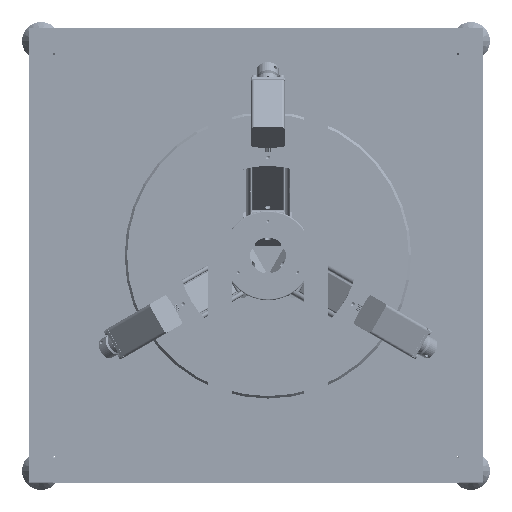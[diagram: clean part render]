
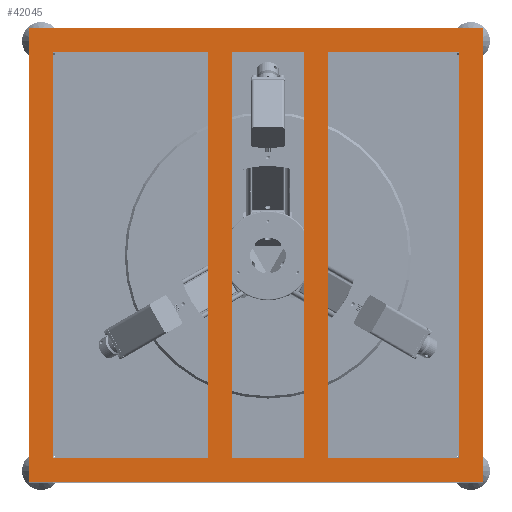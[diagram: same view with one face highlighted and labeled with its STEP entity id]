
A CAD part, top view. The second image highlights one B-rep face of the part: STEP entity #42045.
In plain terms, the highlighted planar face has unit normal (0, 0, 1).
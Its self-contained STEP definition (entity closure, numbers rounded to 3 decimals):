
#58 = VECTOR ( 'NONE', #20332, 1000. ) ;
#607 = CARTESIAN_POINT ( 'NONE',  ( -190., -190., 320. ) ) ;
#942 = VECTOR ( 'NONE', #28731, 1000. ) ;
#1134 = CARTESIAN_POINT ( 'NONE',  ( -40., 170., 320. ) ) ;
#1199 = VERTEX_POINT ( 'NONE', #14493 ) ;
#1520 = EDGE_LOOP ( 'NONE', ( #32871, #25434, #11575, #18879 ) ) ;
#1659 = CARTESIAN_POINT ( 'NONE',  ( -170., -170., 320. ) ) ;
#1851 = VECTOR ( 'NONE', #48980, 1000. ) ;
#1912 = VECTOR ( 'NONE', #47803, 1000. ) ;
#3329 = CARTESIAN_POINT ( 'NONE',  ( -40., 170., 320. ) ) ;
#4535 = CARTESIAN_POINT ( 'NONE',  ( 190., 190., 320. ) ) ;
#4656 = VERTEX_POINT ( 'NONE', #12572 ) ;
#4957 = CARTESIAN_POINT ( 'NONE',  ( 60., 170., 320. ) ) ;
#5192 = CARTESIAN_POINT ( 'NONE',  ( -190., 190., 320. ) ) ;
#5377 = VECTOR ( 'NONE', #19912, 1000. ) ;
#5686 = VERTEX_POINT ( 'NONE', #31955 ) ;
#5703 = CARTESIAN_POINT ( 'NONE',  ( 170., 170., 320. ) ) ;
#6234 = ORIENTED_EDGE ( 'NONE', *, *, #16448, .F. ) ;
#7036 = ORIENTED_EDGE ( 'NONE', *, *, #26934, .T. ) ;
#7560 = VECTOR ( 'NONE', #19731, 1000. ) ;
#7940 = DIRECTION ( 'NONE',  ( 1., 0., 0. ) ) ;
#7982 = VERTEX_POINT ( 'NONE', #3329 ) ;
#7998 = CARTESIAN_POINT ( 'NONE',  ( 60., 170., 320. ) ) ;
#8043 = CARTESIAN_POINT ( 'NONE',  ( -170., -170., 320. ) ) ;
#8681 = VERTEX_POINT ( 'NONE', #15934 ) ;
#8809 = DIRECTION ( 'NONE',  ( -1., 0., 0. ) ) ;
#9660 = EDGE_CURVE ( 'NONE', #1199, #27191, #43566, .T. ) ;
#9933 = LINE ( 'NONE', #40671, #50999 ) ;
#10100 = DIRECTION ( 'NONE',  ( 1., 0., 0. ) ) ;
#10182 = LINE ( 'NONE', #50429, #30752 ) ;
#10503 = VECTOR ( 'NONE', #50055, 1000. ) ;
#10569 = CARTESIAN_POINT ( 'NONE',  ( -190., 190., 320. ) ) ;
#11047 = CARTESIAN_POINT ( 'NONE',  ( -20., 170., 320. ) ) ;
#11509 = EDGE_LOOP ( 'NONE', ( #46706, #39469, #17169, #27884 ) ) ;
#11575 = ORIENTED_EDGE ( 'NONE', *, *, #49636, .T. ) ;
#11836 = CARTESIAN_POINT ( 'NONE',  ( 170., -170., 320. ) ) ;
#12026 = EDGE_CURVE ( 'NONE', #22826, #45704, #19342, .T. ) ;
#12510 = DIRECTION ( 'NONE',  ( 0., -1., 0. ) ) ;
#12572 = CARTESIAN_POINT ( 'NONE',  ( 170., 170., 320. ) ) ;
#12686 = CARTESIAN_POINT ( 'NONE',  ( -190., 190., 320. ) ) ;
#12966 = LINE ( 'NONE', #47591, #48953 ) ;
#13315 = EDGE_CURVE ( 'NONE', #4656, #27191, #9933, .T. ) ;
#13777 = VERTEX_POINT ( 'NONE', #11836 ) ;
#13799 = LINE ( 'NONE', #27906, #7560 ) ;
#13832 = ORIENTED_EDGE ( 'NONE', *, *, #13315, .F. ) ;
#14493 = CARTESIAN_POINT ( 'NONE',  ( 60., -170., 320. ) ) ;
#14539 = DIRECTION ( 'NONE',  ( 0., -1., 0. ) ) ;
#14650 = CARTESIAN_POINT ( 'NONE',  ( 40., 170., 320. ) ) ;
#14729 = LINE ( 'NONE', #8043, #5377 ) ;
#15115 = AXIS2_PLACEMENT_3D ( 'NONE', #21592, #22284, #10100 ) ;
#15904 = EDGE_CURVE ( 'NONE', #7982, #20295, #21474, .T. ) ;
#15934 = CARTESIAN_POINT ( 'NONE',  ( -20., 170., 320. ) ) ;
#16448 = EDGE_CURVE ( 'NONE', #32117, #8681, #10182, .T. ) ;
#16711 = VECTOR ( 'NONE', #39096, 1000. ) ;
#17169 = ORIENTED_EDGE ( 'NONE', *, *, #41200, .F. ) ;
#17291 = VECTOR ( 'NONE', #14539, 1000. ) ;
#18879 = ORIENTED_EDGE ( 'NONE', *, *, #47064, .T. ) ;
#19342 = LINE ( 'NONE', #40325, #58 ) ;
#19532 = VERTEX_POINT ( 'NONE', #44679 ) ;
#19731 = DIRECTION ( 'NONE',  ( -1., 0., 0. ) ) ;
#19904 = ORIENTED_EDGE ( 'NONE', *, *, #28739, .F. ) ;
#19912 = DIRECTION ( 'NONE',  ( 1., 0., 0. ) ) ;
#19993 = CARTESIAN_POINT ( 'NONE',  ( 40., -170., 320. ) ) ;
#20295 = VERTEX_POINT ( 'NONE', #41999 ) ;
#20332 = DIRECTION ( 'NONE',  ( 1., 0., 0. ) ) ;
#20516 = LINE ( 'NONE', #1659, #34214 ) ;
#21322 = CARTESIAN_POINT ( 'NONE',  ( -170., -170., 320. ) ) ;
#21349 = LINE ( 'NONE', #28884, #45594 ) ;
#21474 = LINE ( 'NONE', #1134, #31462 ) ;
#21549 = EDGE_CURVE ( 'NONE', #28909, #19532, #12966, .T. ) ;
#21592 = CARTESIAN_POINT ( 'NONE',  ( 0., 0., 320. ) ) ;
#22284 = DIRECTION ( 'NONE',  ( 0., 0., 1. ) ) ;
#22826 = VERTEX_POINT ( 'NONE', #40948 ) ;
#23654 = FACE_BOUND ( 'NONE', #29775, .T. ) ;
#24610 = CARTESIAN_POINT ( 'NONE',  ( -170., 170., 320. ) ) ;
#25434 = ORIENTED_EDGE ( 'NONE', *, *, #21549, .T. ) ;
#25440 = LINE ( 'NONE', #11047, #16711 ) ;
#25462 = VERTEX_POINT ( 'NONE', #24610 ) ;
#26934 = EDGE_CURVE ( 'NONE', #22826, #8681, #25440, .T. ) ;
#27191 = VERTEX_POINT ( 'NONE', #4957 ) ;
#27399 = FACE_BOUND ( 'NONE', #11509, .T. ) ;
#27811 = VERTEX_POINT ( 'NONE', #5192 ) ;
#27884 = ORIENTED_EDGE ( 'NONE', *, *, #15904, .T. ) ;
#27906 = CARTESIAN_POINT ( 'NONE',  ( -170., 170., 320. ) ) ;
#27994 = FACE_OUTER_BOUND ( 'NONE', #1520, .T. ) ;
#28292 = VERTEX_POINT ( 'NONE', #21322 ) ;
#28731 = DIRECTION ( 'NONE',  ( 0., 1., 0. ) ) ;
#28739 = EDGE_CURVE ( 'NONE', #1199, #13777, #14729, .T. ) ;
#28884 = CARTESIAN_POINT ( 'NONE',  ( 40., 170., 320. ) ) ;
#28909 = VERTEX_POINT ( 'NONE', #607 ) ;
#29775 = EDGE_LOOP ( 'NONE', ( #46923, #7036, #6234, #39152 ) ) ;
#29852 = LINE ( 'NONE', #12686, #43492 ) ;
#30752 = VECTOR ( 'NONE', #34810, 1000. ) ;
#31083 = LINE ( 'NONE', #10569, #10503 ) ;
#31462 = VECTOR ( 'NONE', #37105, 1000. ) ;
#31767 = FACE_BOUND ( 'NONE', #50148, .T. ) ;
#31955 = CARTESIAN_POINT ( 'NONE',  ( 190., 190., 320. ) ) ;
#32117 = VERTEX_POINT ( 'NONE', #14650 ) ;
#32402 = EDGE_CURVE ( 'NONE', #32117, #45704, #21349, .T. ) ;
#32871 = ORIENTED_EDGE ( 'NONE', *, *, #42414, .T. ) ;
#34116 = LINE ( 'NONE', #38360, #17291 ) ;
#34214 = VECTOR ( 'NONE', #49969, 1000. ) ;
#34373 = ORIENTED_EDGE ( 'NONE', *, *, #9660, .T. ) ;
#34624 = ORIENTED_EDGE ( 'NONE', *, *, #34819, .F. ) ;
#34810 = DIRECTION ( 'NONE',  ( -1., 0., 0. ) ) ;
#34819 = EDGE_CURVE ( 'NONE', #13777, #4656, #44750, .T. ) ;
#35401 = EDGE_CURVE ( 'NONE', #28292, #20295, #20516, .T. ) ;
#37105 = DIRECTION ( 'NONE',  ( 0., -1., 0. ) ) ;
#38360 = CARTESIAN_POINT ( 'NONE',  ( -170., 170., 320. ) ) ;
#39096 = DIRECTION ( 'NONE',  ( 0., 1., 0. ) ) ;
#39152 = ORIENTED_EDGE ( 'NONE', *, *, #32402, .T. ) ;
#39469 = ORIENTED_EDGE ( 'NONE', *, *, #47739, .F. ) ;
#40325 = CARTESIAN_POINT ( 'NONE',  ( -170., -170., 320. ) ) ;
#40671 = CARTESIAN_POINT ( 'NONE',  ( -170., 170., 320. ) ) ;
#40948 = CARTESIAN_POINT ( 'NONE',  ( -20., -170., 320. ) ) ;
#41200 = EDGE_CURVE ( 'NONE', #7982, #25462, #13799, .T. ) ;
#41376 = LINE ( 'NONE', #4535, #942 ) ;
#41999 = CARTESIAN_POINT ( 'NONE',  ( -40., -170., 320. ) ) ;
#42045 = ADVANCED_FACE ( 'NONE', ( #31767, #23654, #27994, #27399 ), #49920, .T. ) ;
#42414 = EDGE_CURVE ( 'NONE', #27811, #28909, #29852, .T. ) ;
#43492 = VECTOR ( 'NONE', #48486, 1000. ) ;
#43566 = LINE ( 'NONE', #7998, #1912 ) ;
#44679 = CARTESIAN_POINT ( 'NONE',  ( 190., -190., 320. ) ) ;
#44750 = LINE ( 'NONE', #5703, #1851 ) ;
#45594 = VECTOR ( 'NONE', #12510, 1000. ) ;
#45704 = VERTEX_POINT ( 'NONE', #19993 ) ;
#46706 = ORIENTED_EDGE ( 'NONE', *, *, #35401, .F. ) ;
#46923 = ORIENTED_EDGE ( 'NONE', *, *, #12026, .F. ) ;
#47064 = EDGE_CURVE ( 'NONE', #5686, #27811, #31083, .T. ) ;
#47591 = CARTESIAN_POINT ( 'NONE',  ( -190., -190., 320. ) ) ;
#47739 = EDGE_CURVE ( 'NONE', #25462, #28292, #34116, .T. ) ;
#47803 = DIRECTION ( 'NONE',  ( 0., 1., 0. ) ) ;
#48486 = DIRECTION ( 'NONE',  ( 0., -1., 0. ) ) ;
#48953 = VECTOR ( 'NONE', #7940, 1000. ) ;
#48980 = DIRECTION ( 'NONE',  ( 0., 1., 0. ) ) ;
#49636 = EDGE_CURVE ( 'NONE', #19532, #5686, #41376, .T. ) ;
#49920 = PLANE ( 'NONE',  #15115 ) ;
#49969 = DIRECTION ( 'NONE',  ( 1., 0., 0. ) ) ;
#50055 = DIRECTION ( 'NONE',  ( -1., 0., 0. ) ) ;
#50148 = EDGE_LOOP ( 'NONE', ( #19904, #34373, #13832, #34624 ) ) ;
#50429 = CARTESIAN_POINT ( 'NONE',  ( -170., 170., 320. ) ) ;
#50999 = VECTOR ( 'NONE', #8809, 1000. ) ;
